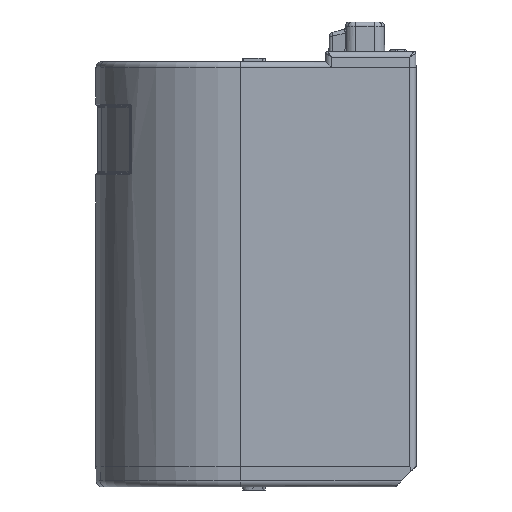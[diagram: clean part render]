
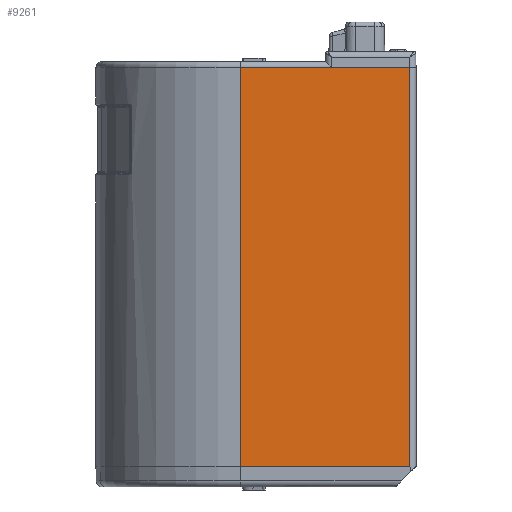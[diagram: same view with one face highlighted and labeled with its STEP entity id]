
A CAD part, left-side view. The second image highlights one B-rep face of the part: STEP entity #9261.
In plain terms, the highlighted planar face has unit normal (-1, 0, 0).
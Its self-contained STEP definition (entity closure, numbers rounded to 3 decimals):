
#659 = CARTESIAN_POINT ( 'NONE',  ( -75., 6.609, -235. ) ) ;
#823 = CARTESIAN_POINT ( 'NONE',  ( -75., 6.609, -38. ) ) ;
#830 = CARTESIAN_POINT ( 'NONE',  ( -75., -77., -38. ) ) ;
#858 = CARTESIAN_POINT ( 'NONE',  ( -75., -77., -235. ) ) ;
#1654 = ORIENTED_EDGE ( 'NONE', *, *, #11621, .F. ) ;
#1661 = ORIENTED_EDGE ( 'NONE', *, *, #11609, .T. ) ;
#1663 = ORIENTED_EDGE ( 'NONE', *, *, #11652, .F. ) ;
#1698 = ORIENTED_EDGE ( 'NONE', *, *, #11657, .F. ) ;
#3091 = VECTOR ( 'NONE', #8036, 1000. ) ;
#3102 = VECTOR ( 'NONE', #8030, 1000. ) ;
#3111 = LINE ( 'NONE', #8031, #3091 ) ;
#3113 = LINE ( 'NONE', #8047, #3102 ) ;
#3993 = LINE ( 'NONE', #7913, #4020 ) ;
#4000 = LINE ( 'NONE', #7942, #4041 ) ;
#4020 = VECTOR ( 'NONE', #7920, 1000. ) ;
#4041 = VECTOR ( 'NONE', #7946, 1000. ) ;
#4381 = FACE_OUTER_BOUND ( 'NONE', #7592, .T. ) ;
#7592 = EDGE_LOOP ( 'NONE', ( #1654, #1661, #1698, #1663 ) ) ;
#7913 = CARTESIAN_POINT ( 'NONE',  ( -75., -77., -35. ) ) ;
#7920 = DIRECTION ( 'NONE',  ( 0., 0., 1. ) ) ;
#7942 = CARTESIAN_POINT ( 'NONE',  ( -75., 78., -235. ) ) ;
#7946 = DIRECTION ( 'NONE',  ( 0., 1., 0. ) ) ;
#8030 = DIRECTION ( 'NONE',  ( 0., 0., 1. ) ) ;
#8031 = CARTESIAN_POINT ( 'NONE',  ( -75., 78., -38. ) ) ;
#8036 = DIRECTION ( 'NONE',  ( 0., -1., 0. ) ) ;
#8047 = CARTESIAN_POINT ( 'NONE',  ( -75., 6.609, -265. ) ) ;
#9261 = ADVANCED_FACE ( 'NONE', ( #4381 ), #13967, .F. ) ;
#9535 = VERTEX_POINT ( 'NONE', #659 ) ;
#9686 = VERTEX_POINT ( 'NONE', #830 ) ;
#9687 = VERTEX_POINT ( 'NONE', #823 ) ;
#9723 = VERTEX_POINT ( 'NONE', #858 ) ;
#11609 = EDGE_CURVE ( 'NONE', #9723, #9686, #3993, .T. ) ;
#11621 = EDGE_CURVE ( 'NONE', #9723, #9535, #4000, .T. ) ;
#11652 = EDGE_CURVE ( 'NONE', #9535, #9687, #3113, .T. ) ;
#11657 = EDGE_CURVE ( 'NONE', #9687, #9686, #3111, .T. ) ;
#13949 = CARTESIAN_POINT ( 'NONE',  ( -75., 78., -35. ) ) ;
#13955 = DIRECTION ( 'NONE',  ( 1., 0., 0. ) ) ;
#13956 = DIRECTION ( 'NONE',  ( 0., 1., 0. ) ) ;
#13967 = PLANE ( 'NONE',  #16580 ) ;
#16580 = AXIS2_PLACEMENT_3D ( 'NONE', #13949, #13955, #13956 ) ;
